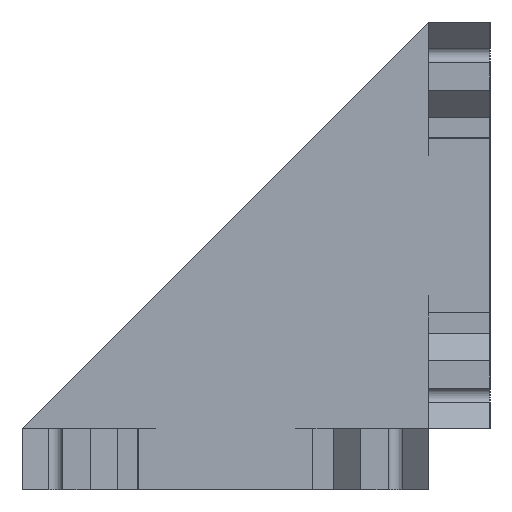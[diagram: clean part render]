
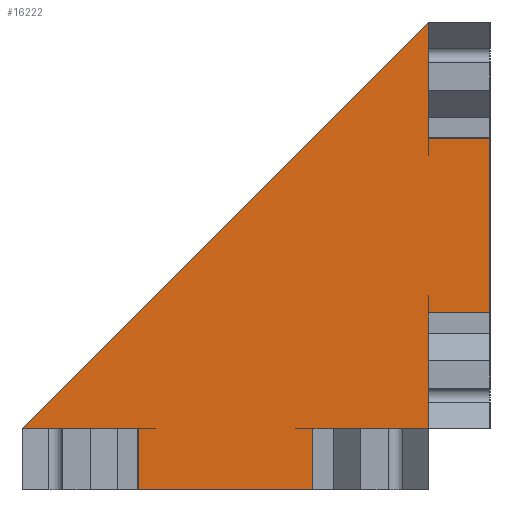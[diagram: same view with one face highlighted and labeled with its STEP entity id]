
A CAD part, left-side view. The second image highlights one B-rep face of the part: STEP entity #16222.
In plain terms, the highlighted planar face has unit normal (-1, 0, 0).
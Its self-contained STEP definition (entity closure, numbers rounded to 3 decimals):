
#596=FACE_OUTER_BOUND('',#1456,.T.);
#1456=EDGE_LOOP('',(#10683,#10684,#10685,#10686,#10687,#10688,#10689,#10690,
#10691,#10692,#10693));
#2351=LINE('',#22921,#4447);
#2401=LINE('',#23029,#4497);
#2402=LINE('',#23031,#4498);
#2403=LINE('',#23033,#4499);
#2404=LINE('',#23035,#4500);
#2405=LINE('',#23037,#4501);
#2406=LINE('',#23039,#4502);
#2407=LINE('',#23041,#4503);
#2408=LINE('',#23043,#4504);
#2409=LINE('',#23045,#4505);
#2410=LINE('',#23046,#4506);
#4447=VECTOR('',#18343,10.);
#4497=VECTOR('',#18411,10.);
#4498=VECTOR('',#18412,10.);
#4499=VECTOR('',#18413,10.);
#4500=VECTOR('',#18414,10.);
#4501=VECTOR('',#18415,10.);
#4502=VECTOR('',#18416,10.);
#4503=VECTOR('',#18417,10.);
#4504=VECTOR('',#18418,10.);
#4505=VECTOR('',#18419,10.);
#4506=VECTOR('',#18420,10.);
#6543=VERTEX_POINT('',#22918);
#6544=VERTEX_POINT('',#22920);
#6593=VERTEX_POINT('',#23028);
#6594=VERTEX_POINT('',#23030);
#6595=VERTEX_POINT('',#23032);
#6596=VERTEX_POINT('',#23034);
#6597=VERTEX_POINT('',#23036);
#6598=VERTEX_POINT('',#23038);
#6599=VERTEX_POINT('',#23040);
#6600=VERTEX_POINT('',#23042);
#6601=VERTEX_POINT('',#23044);
#8169=EDGE_CURVE('',#6544,#6543,#2351,.T.);
#8219=EDGE_CURVE('',#6593,#6543,#2401,.T.);
#8220=EDGE_CURVE('',#6593,#6594,#2402,.T.);
#8221=EDGE_CURVE('',#6595,#6594,#2403,.T.);
#8222=EDGE_CURVE('',#6595,#6596,#2404,.T.);
#8223=EDGE_CURVE('',#6597,#6596,#2405,.T.);
#8224=EDGE_CURVE('',#6597,#6598,#2406,.T.);
#8225=EDGE_CURVE('',#6598,#6599,#2407,.T.);
#8226=EDGE_CURVE('',#6600,#6599,#2408,.T.);
#8227=EDGE_CURVE('',#6601,#6600,#2409,.T.);
#8228=EDGE_CURVE('',#6601,#6544,#2410,.T.);
#10683=ORIENTED_EDGE('',*,*,#8169,.T.);
#10684=ORIENTED_EDGE('',*,*,#8219,.F.);
#10685=ORIENTED_EDGE('',*,*,#8220,.T.);
#10686=ORIENTED_EDGE('',*,*,#8221,.F.);
#10687=ORIENTED_EDGE('',*,*,#8222,.T.);
#10688=ORIENTED_EDGE('',*,*,#8223,.F.);
#10689=ORIENTED_EDGE('',*,*,#8224,.T.);
#10690=ORIENTED_EDGE('',*,*,#8225,.T.);
#10691=ORIENTED_EDGE('',*,*,#8226,.F.);
#10692=ORIENTED_EDGE('',*,*,#8227,.F.);
#10693=ORIENTED_EDGE('',*,*,#8228,.T.);
#15546=PLANE('',#17096);
#16222=ADVANCED_FACE('',(#596),#15546,.T.);
#17096=AXIS2_PLACEMENT_3D('',#23027,#18409,#18410);
#18343=DIRECTION('',(0.,0.707,-0.707));
#18409=DIRECTION('center_axis',(-1.,0.,0.));
#18410=DIRECTION('ref_axis',(0.,1.,0.));
#18411=DIRECTION('',(0.,1.,0.));
#18412=DIRECTION('',(0.,0.,-1.));
#18413=DIRECTION('',(0.,1.,0.));
#18414=DIRECTION('',(0.,0.,1.));
#18415=DIRECTION('',(0.,1.,0.));
#18416=DIRECTION('',(0.,0.,1.));
#18417=DIRECTION('',(0.,-1.,0.));
#18418=DIRECTION('',(0.,0.,-1.));
#18419=DIRECTION('',(0.,-1.,0.));
#18420=DIRECTION('',(0.,0.,1.));
#22918=CARTESIAN_POINT('',(-100.,25.,0.));
#22920=CARTESIAN_POINT('',(-100.,5.,20.));
#22921=CARTESIAN_POINT('',(-100.,20.,5.));
#23027=CARTESIAN_POINT('Origin',(-100.,5.,0.));
#23028=CARTESIAN_POINT('',(-100.,19.3,0.));
#23029=CARTESIAN_POINT('',(-100.,5.,0.));
#23030=CARTESIAN_POINT('',(-100.,19.3,-3.));
#23031=CARTESIAN_POINT('',(-100.,19.3,-3.));
#23032=CARTESIAN_POINT('',(-100.,10.7,-3.));
#23033=CARTESIAN_POINT('',(-100.,5.,-3.));
#23034=CARTESIAN_POINT('',(-100.,10.7,0.));
#23035=CARTESIAN_POINT('',(-100.,10.7,-3.));
#23036=CARTESIAN_POINT('',(-100.,5.,0.));
#23037=CARTESIAN_POINT('',(-100.,5.,0.));
#23038=CARTESIAN_POINT('',(-100.,5.,5.7));
#23039=CARTESIAN_POINT('',(-100.,5.,0.));
#23040=CARTESIAN_POINT('',(-100.,2.,5.7));
#23041=CARTESIAN_POINT('',(-100.,5.,5.7));
#23042=CARTESIAN_POINT('',(-100.,2.,14.3));
#23043=CARTESIAN_POINT('',(-100.,2.,20.));
#23044=CARTESIAN_POINT('',(-100.,5.,14.3));
#23045=CARTESIAN_POINT('',(-100.,5.,14.3));
#23046=CARTESIAN_POINT('',(-100.,5.,0.));
